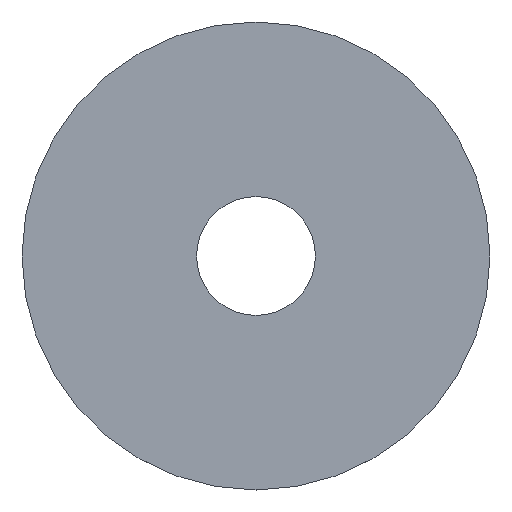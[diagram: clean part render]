
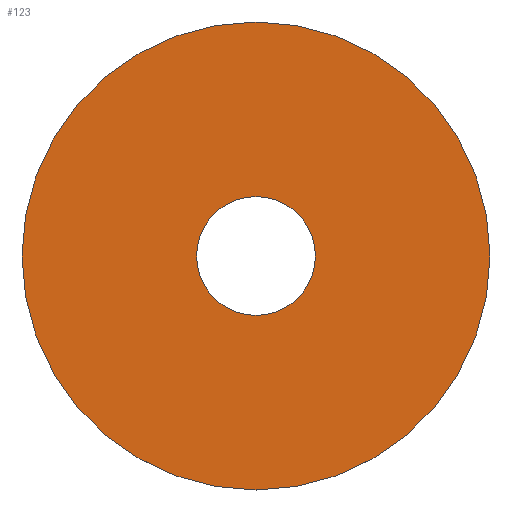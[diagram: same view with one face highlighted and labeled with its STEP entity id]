
A CAD part, top view. The second image highlights one B-rep face of the part: STEP entity #123.
In plain terms, the highlighted planar face has unit normal (0, 0, 1).
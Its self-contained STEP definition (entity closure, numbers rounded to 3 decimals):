
#5 = ORIENTED_EDGE ( 'NONE', *, *, #112, .T. ) ;
#6 = DIRECTION ( 'NONE',  ( 0., 1., 0. ) ) ;
#14 = AXIS2_PLACEMENT_3D ( 'NONE', #116, #150, #25 ) ;
#21 = FACE_BOUND ( 'NONE', #167, .T. ) ;
#25 = DIRECTION ( 'NONE',  ( 0., -1., 0. ) ) ;
#26 = EDGE_LOOP ( 'NONE', ( #57 ) ) ;
#36 = CIRCLE ( 'NONE', #149, 31.5 ) ;
#37 = DIRECTION ( 'NONE',  ( 0., 0., -1. ) ) ;
#43 = PLANE ( 'NONE',  #14 ) ;
#49 = DIRECTION ( 'NONE',  ( 0., 0., -1. ) ) ;
#56 = DIRECTION ( 'NONE',  ( 0., 1., 0. ) ) ;
#57 = ORIENTED_EDGE ( 'NONE', *, *, #61, .F. ) ;
#61 = EDGE_CURVE ( 'NONE', #74, #74, #36, .T. ) ;
#74 = VERTEX_POINT ( 'NONE', #76 ) ;
#76 = CARTESIAN_POINT ( 'NONE',  ( 0., 31.5, 0.6 ) ) ;
#78 = CIRCLE ( 'NONE', #130, 8. ) ;
#90 = FACE_OUTER_BOUND ( 'NONE', #26, .T. ) ;
#105 = VERTEX_POINT ( 'NONE', #136 ) ;
#112 = EDGE_CURVE ( 'NONE', #105, #105, #78, .T. ) ;
#116 = CARTESIAN_POINT ( 'NONE',  ( 0., 8., 0.6 ) ) ;
#123 = ADVANCED_FACE ( 'NONE', ( #21, #90 ), #43, .T. ) ;
#127 = CARTESIAN_POINT ( 'NONE',  ( 0., 0., 0.6 ) ) ;
#130 = AXIS2_PLACEMENT_3D ( 'NONE', #137, #49, #56 ) ;
#136 = CARTESIAN_POINT ( 'NONE',  ( 0., 8., 0.6 ) ) ;
#137 = CARTESIAN_POINT ( 'NONE',  ( 0., 0., 0.6 ) ) ;
#149 = AXIS2_PLACEMENT_3D ( 'NONE', #127, #37, #6 ) ;
#150 = DIRECTION ( 'NONE',  ( 0., 0., 1. ) ) ;
#167 = EDGE_LOOP ( 'NONE', ( #5 ) ) ;
